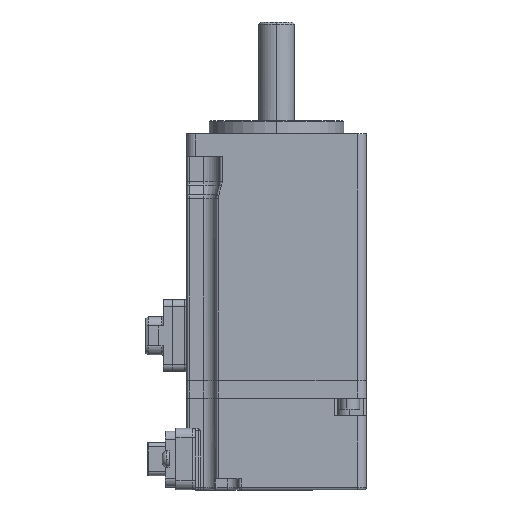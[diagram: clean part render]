
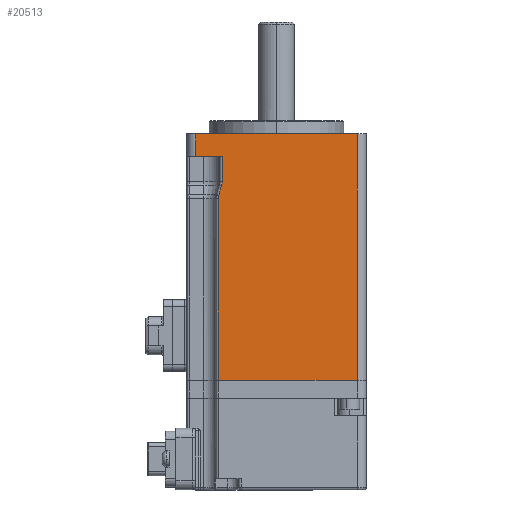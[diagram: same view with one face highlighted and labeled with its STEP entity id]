
A CAD part, top view. The second image highlights one B-rep face of the part: STEP entity #20513.
In plain terms, the highlighted planar face has unit normal (0, 0, 1).
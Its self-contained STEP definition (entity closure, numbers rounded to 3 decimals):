
#48 = VERTEX_POINT ( 'NONE', #19640 ) ;
#53 = EDGE_LOOP ( 'NONE', ( #15452, #160, #14361, #10041, #20943, #2008, #6400, #19427, #10150, #2254 ) ) ;
#160 = ORIENTED_EDGE ( 'NONE', *, *, #21082, .T. ) ;
#445 = VERTEX_POINT ( 'NONE', #2201 ) ;
#684 = FACE_OUTER_BOUND ( 'NONE', #53, .T. ) ;
#970 = CARTESIAN_POINT ( 'NONE',  ( -13., -111.992, 20. ) ) ;
#1023 = DIRECTION ( 'NONE',  ( -0.27, -0.963, 0. ) ) ;
#1096 = CARTESIAN_POINT ( 'NONE',  ( -8.935, -56.531, 20. ) ) ;
#1248 = VERTEX_POINT ( 'NONE', #15477 ) ;
#1307 = CARTESIAN_POINT ( 'NONE',  ( -15.663, -67.58, 20. ) ) ;
#1311 = CARTESIAN_POINT ( 'NONE',  ( -18., -61.992, 20. ) ) ;
#1356 = DIRECTION ( 'NONE',  ( -1., 0., 0. ) ) ;
#1380 = DIRECTION ( 'NONE',  ( 0., -1., 0. ) ) ;
#1491 = DIRECTION ( 'NONE',  ( -1., 0., 0. ) ) ;
#1509 = LINE ( 'NONE', #20126, #20572 ) ;
#1692 = VECTOR ( 'NONE', #2770, 1000. ) ;
#2008 = ORIENTED_EDGE ( 'NONE', *, *, #5910, .T. ) ;
#2197 = VERTEX_POINT ( 'NONE', #13766 ) ;
#2201 = CARTESIAN_POINT ( 'NONE',  ( 18., -111.992, 20. ) ) ;
#2254 = ORIENTED_EDGE ( 'NONE', *, *, #9601, .T. ) ;
#2678 = DIRECTION ( 'NONE',  ( -1., 0., 0. ) ) ;
#2770 = DIRECTION ( 'NONE',  ( 0., -1., 0. ) ) ;
#2851 = CARTESIAN_POINT ( 'NONE',  ( -18., -53.992, 20. ) ) ;
#2942 = LINE ( 'NONE', #21871, #16377 ) ;
#3383 = CARTESIAN_POINT ( 'NONE',  ( -12.907, -70.718, 20. ) ) ;
#4052 = AXIS2_PLACEMENT_3D ( 'NONE', #1307, #20070, #16934 ) ;
#4143 = LINE ( 'NONE', #1311, #16014 ) ;
#4504 = EDGE_CURVE ( 'NONE', #2197, #16122, #11037, .T. ) ;
#4533 = EDGE_CURVE ( 'NONE', #10081, #445, #2942, .T. ) ;
#4805 = CARTESIAN_POINT ( 'NONE',  ( -18., -56.992, 20. ) ) ;
#4945 = LINE ( 'NONE', #22185, #19162 ) ;
#5046 = CIRCLE ( 'NONE', #9584, 2.5 ) ;
#5910 = EDGE_CURVE ( 'NONE', #1248, #16369, #21955, .T. ) ;
#5952 = CARTESIAN_POINT ( 'NONE',  ( -18., -111.992, 20. ) ) ;
#6400 = ORIENTED_EDGE ( 'NONE', *, *, #18056, .T. ) ;
#6510 = DIRECTION ( 'NONE',  ( 1., 0., 0. ) ) ;
#6516 = CARTESIAN_POINT ( 'NONE',  ( -13., -53.992, 20. ) ) ;
#6543 = CARTESIAN_POINT ( 'NONE',  ( -18., -53.992, 20. ) ) ;
#6694 = PLANE ( 'NONE',  #20839 ) ;
#7120 = VERTEX_POINT ( 'NONE', #20226 ) ;
#7761 = EDGE_CURVE ( 'NONE', #10081, #20503, #1509, .T. ) ;
#7895 = LINE ( 'NONE', #2851, #1692 ) ;
#8555 = DIRECTION ( 'NONE',  ( 0., -1., 0. ) ) ;
#9584 = AXIS2_PLACEMENT_3D ( 'NONE', #21600, #18245, #2678 ) ;
#9601 = EDGE_CURVE ( 'NONE', #20503, #48, #7895, .T. ) ;
#10041 = ORIENTED_EDGE ( 'NONE', *, *, #4504, .T. ) ;
#10081 = VERTEX_POINT ( 'NONE', #14355 ) ;
#10150 = ORIENTED_EDGE ( 'NONE', *, *, #7761, .T. ) ;
#10279 = CIRCLE ( 'NONE', #4052, 3.5 ) ;
#11037 = LINE ( 'NONE', #1096, #12917 ) ;
#11167 = LINE ( 'NONE', #5952, #17317 ) ;
#11519 = DIRECTION ( 'NONE',  ( 0., -1., 0. ) ) ;
#11811 = CARTESIAN_POINT ( 'NONE',  ( -12.163, -67.58, 20. ) ) ;
#11840 = DIRECTION ( 'NONE',  ( 0., 0., -1. ) ) ;
#12917 = VECTOR ( 'NONE', #1023, 1000. ) ;
#13200 = EDGE_CURVE ( 'NONE', #21098, #2197, #10279, .T. ) ;
#13766 = CARTESIAN_POINT ( 'NONE',  ( -12.293, -68.524, 20. ) ) ;
#14355 = CARTESIAN_POINT ( 'NONE',  ( 18., -56.992, 20. ) ) ;
#14361 = ORIENTED_EDGE ( 'NONE', *, *, #13200, .T. ) ;
#14652 = EDGE_CURVE ( 'NONE', #16122, #1248, #5046, .T. ) ;
#15452 = ORIENTED_EDGE ( 'NONE', *, *, #20865, .T. ) ;
#15477 = CARTESIAN_POINT ( 'NONE',  ( -13., -71.392, 20. ) ) ;
#16014 = VECTOR ( 'NONE', #6510, 1000. ) ;
#16122 = VERTEX_POINT ( 'NONE', #3383 ) ;
#16369 = VERTEX_POINT ( 'NONE', #970 ) ;
#16377 = VECTOR ( 'NONE', #1380, 1000. ) ;
#16934 = DIRECTION ( 'NONE',  ( -1., 0., 0. ) ) ;
#17317 = VECTOR ( 'NONE', #17786, 1000. ) ;
#17786 = DIRECTION ( 'NONE',  ( 1., 0., 0. ) ) ;
#18056 = EDGE_CURVE ( 'NONE', #16369, #445, #11167, .T. ) ;
#18203 = VECTOR ( 'NONE', #11519, 1000. ) ;
#18245 = DIRECTION ( 'NONE',  ( 0., 0., 1. ) ) ;
#19162 = VECTOR ( 'NONE', #8555, 1000. ) ;
#19427 = ORIENTED_EDGE ( 'NONE', *, *, #4533, .F. ) ;
#19640 = CARTESIAN_POINT ( 'NONE',  ( -18., -61.992, 20. ) ) ;
#20070 = DIRECTION ( 'NONE',  ( 0., 0., -1. ) ) ;
#20126 = CARTESIAN_POINT ( 'NONE',  ( -18., -56.992, 20. ) ) ;
#20226 = CARTESIAN_POINT ( 'NONE',  ( -12.163, -61.992, 20. ) ) ;
#20503 = VERTEX_POINT ( 'NONE', #4805 ) ;
#20513 = ADVANCED_FACE ( 'NONE', ( #684 ), #6694, .F. ) ;
#20572 = VECTOR ( 'NONE', #1356, 1000. ) ;
#20839 = AXIS2_PLACEMENT_3D ( 'NONE', #6543, #11840, #1491 ) ;
#20865 = EDGE_CURVE ( 'NONE', #48, #7120, #4143, .T. ) ;
#20943 = ORIENTED_EDGE ( 'NONE', *, *, #14652, .T. ) ;
#21082 = EDGE_CURVE ( 'NONE', #7120, #21098, #4945, .T. ) ;
#21098 = VERTEX_POINT ( 'NONE', #11811 ) ;
#21600 = CARTESIAN_POINT ( 'NONE',  ( -10.5, -71.392, 20. ) ) ;
#21871 = CARTESIAN_POINT ( 'NONE',  ( 18., -53.992, 20. ) ) ;
#21955 = LINE ( 'NONE', #6516, #18203 ) ;
#22185 = CARTESIAN_POINT ( 'NONE',  ( -12.163, -67.58, 20. ) ) ;
